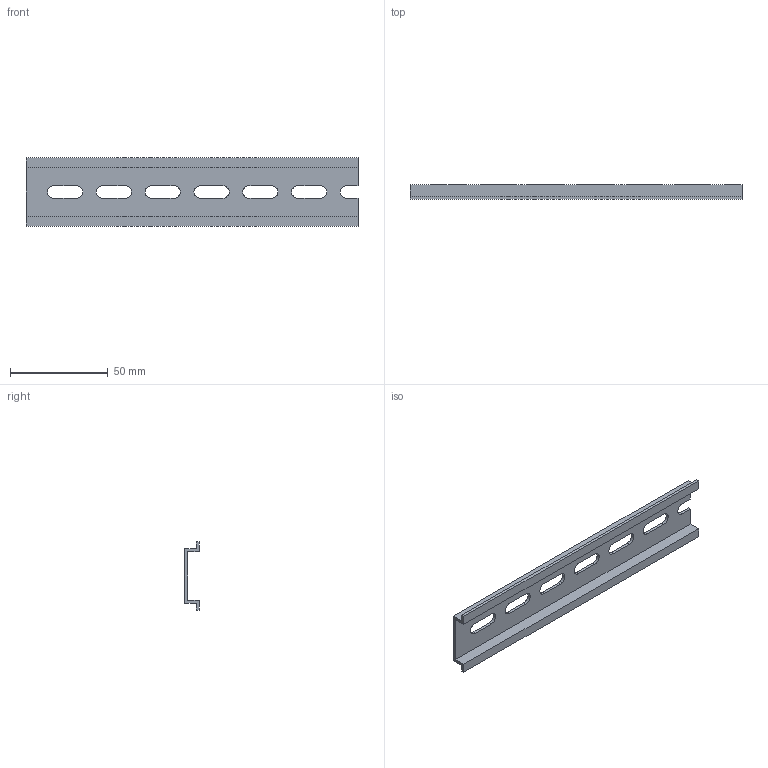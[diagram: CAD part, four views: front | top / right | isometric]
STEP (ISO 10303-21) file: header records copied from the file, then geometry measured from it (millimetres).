
FILE_DESCRIPTION (( 'STEP AP203' ), '1' );
FILE_NAME ('CPP344_Default.step', '2025-05-14T12:45:21', ( 'Windows User' ), ( 'AUTOMATION DIRECT' ), 'SwSTEP 2.0', 'SolidWorks 2024', '' );
FILE_SCHEMA (( 'CONFIG_CONTROL_DESIGN' ));
Length unit declared in the file: millimetre
Products named in the file (1): CPP344_Default
Bounding box: 170 x 7.5 x 35 mm (x, y, z)
Volume: 10962.4 mm3; surface area: 15679.2 mm2
Topology: 1 solids, 1 shells, 42 faces, 120 edges, 80 vertices
Faces by surface type: plane 29, cylinder 13
Entity records: 1471 total; most frequent: CARTESIAN_POINT 243, ORIENTED_EDGE 240, DIRECTION 232, EDGE_CURVE 120, LINE 94, VECTOR 94, VERTEX_POINT 80, AXIS2_PLACEMENT_3D 69
